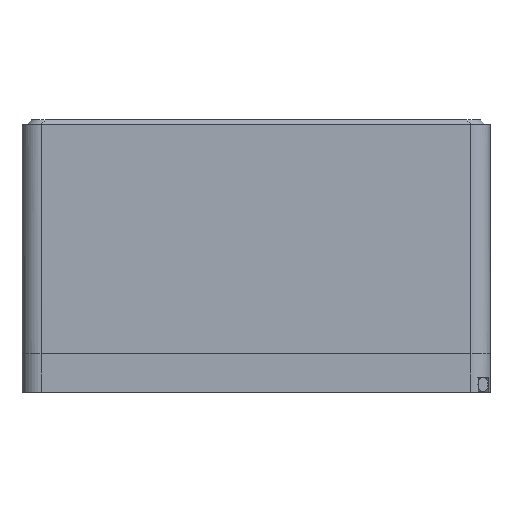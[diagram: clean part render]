
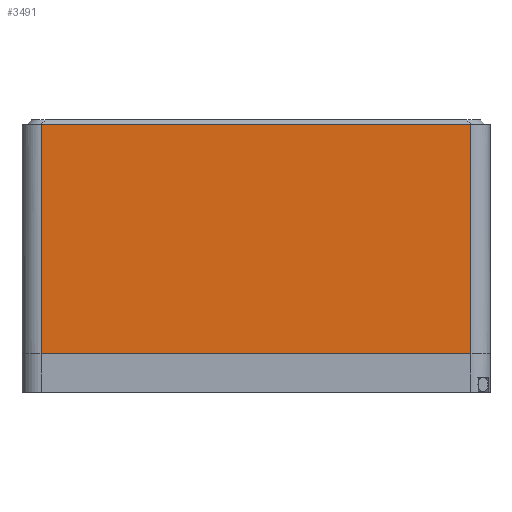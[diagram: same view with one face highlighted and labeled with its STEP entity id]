
A CAD part, left-side view. The second image highlights one B-rep face of the part: STEP entity #3491.
In plain terms, the highlighted planar face has unit normal (-1, 0, 0).
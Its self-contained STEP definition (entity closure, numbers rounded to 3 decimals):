
#174=LINE('',#9462,#416);
#175=LINE('',#9465,#417);
#176=LINE('',#9467,#418);
#177=LINE('',#9469,#419);
#416=VECTOR('',#5486,1000.);
#417=VECTOR('',#5487,1000.);
#418=VECTOR('',#5488,1000.);
#419=VECTOR('',#5489,1000.);
#820=PLANE('',#4869);
#1459=ORIENTED_EDGE('',*,*,#2183,.T.);
#1460=ORIENTED_EDGE('',*,*,#2184,.T.);
#1461=ORIENTED_EDGE('',*,*,#2185,.F.);
#1462=ORIENTED_EDGE('',*,*,#2186,.F.);
#2183=EDGE_CURVE('',#2600,#2601,#174,.T.);
#2184=EDGE_CURVE('',#2601,#2602,#175,.T.);
#2185=EDGE_CURVE('',#2603,#2602,#176,.T.);
#2186=EDGE_CURVE('',#2600,#2603,#177,.T.);
#2600=VERTEX_POINT('',#9463);
#2601=VERTEX_POINT('',#9464);
#2602=VERTEX_POINT('',#9466);
#2603=VERTEX_POINT('',#9468);
#3026=EDGE_LOOP('',(#1459,#1460,#1461,#1462));
#3273=FACE_BOUND('',#3026,.T.);
#3491=ADVANCED_FACE('',(#3273),#820,.T.);
#4869=AXIS2_PLACEMENT_3D('',#9461,#5484,#5485);
#5484=DIRECTION('',(-1.,0.,0.));
#5485=DIRECTION('',(0.,-1.,0.));
#5486=DIRECTION('',(0.,0.,-1.));
#5487=DIRECTION('',(0.,-1.,0.));
#5488=DIRECTION('',(0.,0.,-1.));
#5489=DIRECTION('',(0.,-1.,0.));
#9461=CARTESIAN_POINT('',(-2.45,-2.45,1.425));
#9462=CARTESIAN_POINT('',(-2.45,2.25,1.425));
#9463=CARTESIAN_POINT('',(-2.45,2.25,1.375));
#9464=CARTESIAN_POINT('',(-2.45,2.25,-1.024));
#9465=CARTESIAN_POINT('',(-2.45,3.,-1.024));
#9466=CARTESIAN_POINT('',(-2.45,-2.25,-1.024));
#9467=CARTESIAN_POINT('',(-2.45,-2.25,1.425));
#9468=CARTESIAN_POINT('',(-2.45,-2.25,1.375));
#9469=CARTESIAN_POINT('',(-2.45,2.45,1.375));
